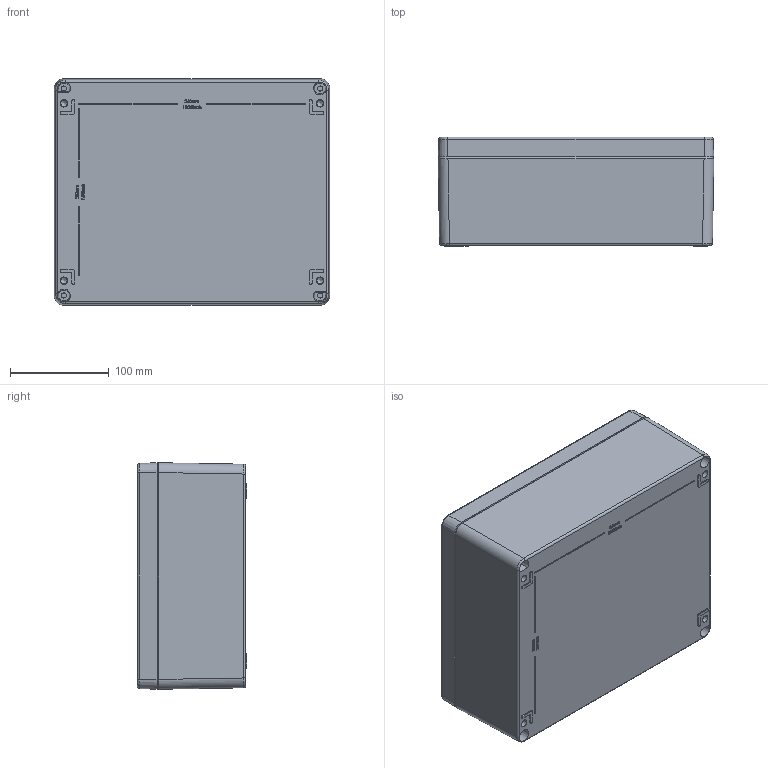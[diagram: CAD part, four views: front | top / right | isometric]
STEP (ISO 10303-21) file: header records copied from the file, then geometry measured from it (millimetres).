
FILE_DESCRIPTION(('FreeCAD Model'),'2;1');
FILE_NAME('4017_0_CA_280_110.stp', '2021-11-04T08:01:18',('Author'),(''), 'Open CASCADE STEP processor 7.3','FreeCAD','Unknown');
FILE_SCHEMA(('AUTOMOTIVE_DESIGN { 1 0 10303 214 1 1 1 1 }'));
Length unit declared in the file: millimetre
Products named in the file (4): 4017_0_CA_280_110; 01061; 02061; 93134003
Assembly tree (6 placements, depth 2):
  4017_0_CA_280_110
    01061
    02061
    93134003  x4
Bounding box: 280 x 111 x 230 mm (x, y, z)
Volume: 1151259.8 mm3; surface area: 496315.1 mm2
Topology: 6 solids, 6 shells, 1259 faces, 3069 edges, 1950 vertices
Faces by surface type: plane 565, bspline 305, cone 158, cylinder 155, torus 69, sphere 7
Full cylindrical faces by diameter (mm): 5 x11, 5.3 x4, 5.95 x5, 6 x4, 6.15 x5, 6.5 x1, 10 x6
Entity records: 109445 total; most frequent: CARTESIAN_POINT 47299, DIRECTION 8609, ORIENTED_EDGE 5708, PCURVE 5708, DEFINITIONAL_REPRESENTATION 5708, LINE 5532, VECTOR 5532, EDGE_CURVE 2854
